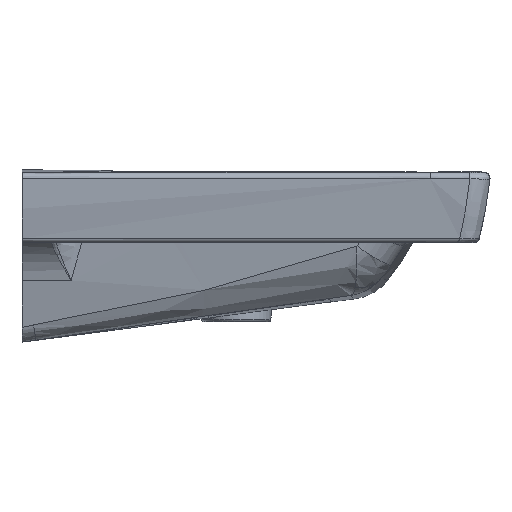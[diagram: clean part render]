
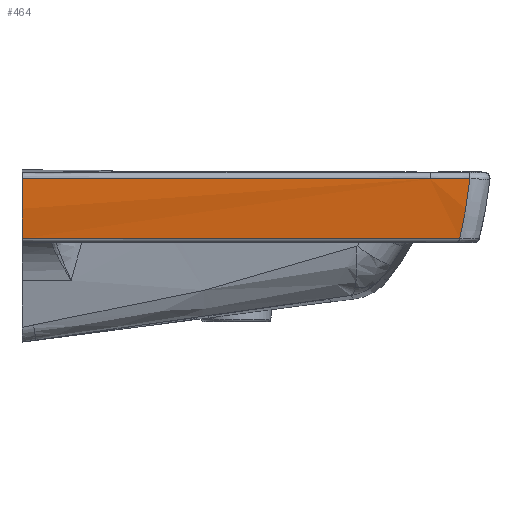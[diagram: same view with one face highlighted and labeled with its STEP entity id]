
A CAD part, left-side view. The second image highlights one B-rep face of the part: STEP entity #464.
In plain terms, the highlighted free-form (B-spline) face has degree [3, 1] with [8, 2] control points.
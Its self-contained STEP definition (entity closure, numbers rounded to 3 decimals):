
#464=ADVANCED_FACE('',(#698),#529,.F.);
#529=B_SPLINE_SURFACE_WITH_KNOTS('',3,1,((#23722,#23723),(#23724,#23725),
(#23726,#23727),(#23728,#23729),(#23730,#23731),(#23732,#23733),(#23734,
#23735),(#23736,#23737)),.UNSPECIFIED.,.F.,.F.,.F.,(4,2,1,1,4),(2,2),(0.,
0.048,0.076,0.99,1.),(0.,1.),
 .UNSPECIFIED.);
#698=FACE_OUTER_BOUND('',#871,.T.);
#871=EDGE_LOOP('',(#1801,#1802,#1803,#1804,#1805));
#1801=ORIENTED_EDGE('',*,*,#2566,.T.);
#1802=ORIENTED_EDGE('',*,*,#2570,.T.);
#1803=ORIENTED_EDGE('',*,*,#2568,.T.);
#1804=ORIENTED_EDGE('',*,*,#2569,.T.);
#1805=ORIENTED_EDGE('',*,*,#2564,.T.);
#2029=VERTEX_POINT('',#19572);
#2030=VERTEX_POINT('',#19627);
#2101=VERTEX_POINT('',#23407);
#2102=VERTEX_POINT('',#23466);
#2103=VERTEX_POINT('',#23489);
#2564=EDGE_CURVE('',#2029,#2101,#2918,.T.);
#2566=EDGE_CURVE('',#2101,#2102,#2919,.T.);
#2568=EDGE_CURVE('',#2103,#2030,#2921,.T.);
#2569=EDGE_CURVE('',#2030,#2029,#2922,.T.);
#2570=EDGE_CURVE('',#2102,#2103,#2923,.T.);
#2918=B_SPLINE_CURVE_WITH_KNOTS('',3,(#23408,#23409,#23410,#23411,#23412,
#23413,#23414,#23415,#23416,#23417,#23418,#23419,#23420,#23421,#23422,#23423,
#23424,#23425,#23426,#23427,#23428,#23429,#23430,#23431,#23432,#23433,#23434,
#23435,#23436,#23437,#23438,#23439,#23440,#23441,#23442,#23443,#23444,#23445,
#23446),.UNSPECIFIED.,.F.,.F.,(4,1,1,2,2,1,1,1,1,2,2,1,1,1,2,2,1,1,2,2,
1,1,1,1,2,2,4),(0.,0.063,0.094,0.109,
0.125,0.188,0.219,0.234,0.242,
0.246,0.25,0.313,0.344,0.359,
0.367,0.375,0.438,0.469,
0.484,0.5,0.625,0.688,
0.719,0.734,0.742,0.75,
1.),.UNSPECIFIED.);
#2919=B_SPLINE_CURVE_WITH_KNOTS('',3,(#23467,#23468,#23469,#23470),
 .UNSPECIFIED.,.F.,.F.,(4,4),(0.,1.),.UNSPECIFIED.);
#2921=B_SPLINE_CURVE_WITH_KNOTS('',1,(#23490,#23491),.UNSPECIFIED.,.F.,
 .F.,(2,2),(0.,1.),.UNSPECIFIED.);
#2922=B_SPLINE_CURVE_WITH_KNOTS('',3,(#23493,#23494,#23495,#23496,#23497,
#23498,#23499,#23500,#23501,#23502,#23503,#23504,#23505,#23506,#23507,#23508,
#23509,#23510,#23511,#23512,#23513),.UNSPECIFIED.,.F.,.F.,(4,2,2,1,2,2,
2,2,2,2,4),(0.,0.062,0.094,0.109,0.117,
0.125,0.187,0.25,0.375,
0.5,1.),.UNSPECIFIED.);
#2923=B_SPLINE_CURVE_WITH_KNOTS('',3,(#23712,#23713,#23714,#23715,#23716,
#23717),.UNSPECIFIED.,.F.,.F.,(4,1,1,4),(0.,0.005,0.97,
1.),.UNSPECIFIED.);
#19572=CARTESIAN_POINT('',(-649.968,-449.911,-5.871));
#19627=CARTESIAN_POINT('',(-643.509,-439.643,-65.956));
#23407=CARTESIAN_POINT('',(-649.968,-409.869,-5.868));
#23408=CARTESIAN_POINT('',(-649.968,-449.911,-5.871));
#23409=CARTESIAN_POINT('',(-649.968,-449.139,-5.869));
#23410=CARTESIAN_POINT('',(-649.968,-447.934,-5.867));
#23411=CARTESIAN_POINT('',(-649.968,-446.447,-5.865));
#23412=CARTESIAN_POINT('',(-649.968,-445.793,-5.864));
#23413=CARTESIAN_POINT('',(-649.969,-445.352,-5.864));
#23414=CARTESIAN_POINT('',(-649.969,-445.087,-5.864));
#23415=CARTESIAN_POINT('',(-649.969,-444.183,-5.863));
#23416=CARTESIAN_POINT('',(-649.969,-443.016,-5.863));
#23417=CARTESIAN_POINT('',(-649.969,-441.507,-5.863));
#23418=CARTESIAN_POINT('',(-649.969,-440.716,-5.863));
#23419=CARTESIAN_POINT('',(-649.969,-440.311,-5.863));
#23420=CARTESIAN_POINT('',(-649.969,-440.136,-5.863));
#23421=CARTESIAN_POINT('',(-649.969,-440.019,-5.863));
#23422=CARTESIAN_POINT('',(-649.969,-439.918,-5.864));
#23423=CARTESIAN_POINT('',(-649.969,-439.626,-5.864));
#23424=CARTESIAN_POINT('',(-649.969,-438.794,-5.864));
#23425=CARTESIAN_POINT('',(-649.968,-437.09,-5.865));
#23426=CARTESIAN_POINT('',(-649.968,-436.054,-5.866));
#23427=CARTESIAN_POINT('',(-649.968,-435.57,-5.866));
#23428=CARTESIAN_POINT('',(-649.968,-435.239,-5.866));
#23429=CARTESIAN_POINT('',(-649.968,-435.023,-5.866));
#23430=CARTESIAN_POINT('',(-649.968,-433.876,-5.867));
#23431=CARTESIAN_POINT('',(-649.968,-432.486,-5.868));
#23432=CARTESIAN_POINT('',(-649.968,-431.107,-5.868));
#23433=CARTESIAN_POINT('',(-649.968,-430.568,-5.868));
#23434=CARTESIAN_POINT('',(-649.968,-430.22,-5.868));
#23435=CARTESIAN_POINT('',(-649.968,-430.099,-5.868));
#23436=CARTESIAN_POINT('',(-649.968,-428.222,-5.868));
#23437=CARTESIAN_POINT('',(-649.968,-425.719,-5.868));
#23438=CARTESIAN_POINT('',(-649.968,-422.799,-5.868));
#23439=CARTESIAN_POINT('',(-649.968,-421.339,-5.868));
#23440=CARTESIAN_POINT('',(-649.968,-420.609,-5.868));
#23441=CARTESIAN_POINT('',(-649.968,-420.296,-5.868));
#23442=CARTESIAN_POINT('',(-649.968,-420.088,-5.868));
#23443=CARTESIAN_POINT('',(-649.968,-419.929,-5.868));
#23444=CARTESIAN_POINT('',(-649.968,-418.296,-5.868));
#23445=CARTESIAN_POINT('',(-649.968,-414.959,-5.868));
#23446=CARTESIAN_POINT('',(-649.968,-409.869,-5.868));
#23466=CARTESIAN_POINT('',(-649.968,0.,-5.868));
#23467=CARTESIAN_POINT('',(-649.968,-409.869,-5.868));
#23468=CARTESIAN_POINT('',(-649.968,-273.246,-5.867));
#23469=CARTESIAN_POINT('',(-649.968,-136.623,-5.867));
#23470=CARTESIAN_POINT('',(-649.968,0.,-5.868));
#23489=CARTESIAN_POINT('',(-643.509,0.,-65.955));
#23490=CARTESIAN_POINT('',(-643.509,33.16,-65.955));
#23491=CARTESIAN_POINT('',(-643.509,-452.611,-65.955));
#23493=CARTESIAN_POINT('',(-643.509,-439.644,-65.955));
#23494=CARTESIAN_POINT('',(-643.688,-439.855,-65.074));
#23495=CARTESIAN_POINT('',(-643.898,-440.098,-64.02));
#23496=CARTESIAN_POINT('',(-644.253,-440.512,-62.18));
#23497=CARTESIAN_POINT('',(-644.378,-440.658,-61.523));
#23498=CARTESIAN_POINT('',(-644.573,-440.89,-60.473));
#23499=CARTESIAN_POINT('',(-644.673,-441.008,-59.932));
#23500=CARTESIAN_POINT('',(-644.776,-441.131,-59.366));
#23501=CARTESIAN_POINT('',(-644.845,-441.215,-58.983));
#23502=CARTESIAN_POINT('',(-644.888,-441.266,-58.747));
#23503=CARTESIAN_POINT('',(-645.137,-441.566,-57.359));
#23504=CARTESIAN_POINT('',(-645.35,-441.829,-56.124));
#23505=CARTESIAN_POINT('',(-645.763,-442.346,-53.652));
#23506=CARTESIAN_POINT('',(-645.958,-442.595,-52.444));
#23507=CARTESIAN_POINT('',(-646.548,-443.363,-48.643));
#23508=CARTESIAN_POINT('',(-646.908,-443.852,-46.128));
#23509=CARTESIAN_POINT('',(-647.563,-444.784,-41.139));
#23510=CARTESIAN_POINT('',(-647.864,-445.235,-38.617));
#23511=CARTESIAN_POINT('',(-649.163,-447.297,-26.583));
#23512=CARTESIAN_POINT('',(-649.822,-448.719,-16.458));
#23513=CARTESIAN_POINT('',(-649.968,-449.911,-5.871));
#23712=CARTESIAN_POINT('',(-649.968,0.,-5.868));
#23713=CARTESIAN_POINT('',(-649.967,0.,-5.965));
#23714=CARTESIAN_POINT('',(-649.688,0.,-25.526));
#23715=CARTESIAN_POINT('',(-647.57,0.,-45.671));
#23716=CARTESIAN_POINT('',(-643.63,0.,-65.357));
#23717=CARTESIAN_POINT('',(-643.509,0.,-65.955));
#23722=CARTESIAN_POINT('',(-642.903,33.16,-68.939));
#23723=CARTESIAN_POINT('',(-642.903,-452.611,-68.939));
#23724=CARTESIAN_POINT('',(-643.105,33.16,-67.944));
#23725=CARTESIAN_POINT('',(-643.105,-452.611,-67.944));
#23726=CARTESIAN_POINT('',(-643.307,33.16,-66.95));
#23727=CARTESIAN_POINT('',(-643.307,-452.611,-66.95));
#23728=CARTESIAN_POINT('',(-643.63,33.16,-65.357));
#23729=CARTESIAN_POINT('',(-643.63,-452.611,-65.357));
#23730=CARTESIAN_POINT('',(-647.57,33.16,-45.671));
#23731=CARTESIAN_POINT('',(-647.57,-452.611,-45.671));
#23732=CARTESIAN_POINT('',(-649.7,33.16,-25.406));
#23733=CARTESIAN_POINT('',(-649.7,-452.611,-25.406));
#23734=CARTESIAN_POINT('',(-649.97,33.16,-5.723));
#23735=CARTESIAN_POINT('',(-649.97,-452.611,-5.723));
#23736=CARTESIAN_POINT('',(-649.973,33.16,-5.504));
#23737=CARTESIAN_POINT('',(-649.973,-452.611,-5.504));
